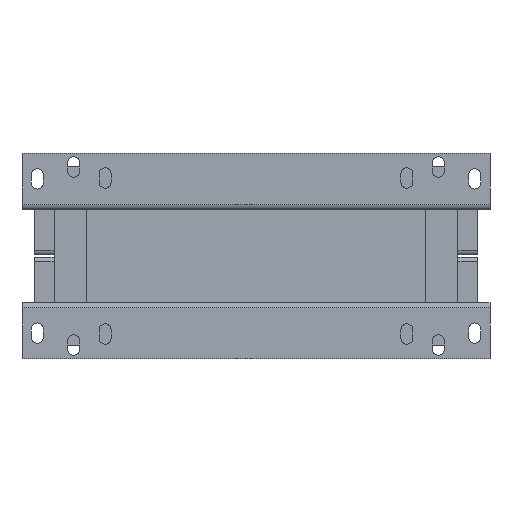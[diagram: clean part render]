
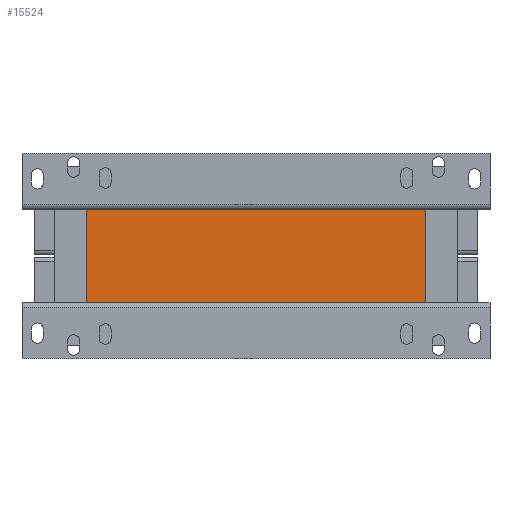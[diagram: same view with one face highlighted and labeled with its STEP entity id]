
A CAD part, front view. The second image highlights one B-rep face of the part: STEP entity #15524.
In plain terms, the highlighted planar face has unit normal (0, -1, 0).
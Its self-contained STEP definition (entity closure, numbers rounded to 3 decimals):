
#1450 = ORIENTED_EDGE ( 'NONE', *, *, #29250, .F. ) ;
#1992 = DIRECTION ( 'NONE',  ( 0., 1., 0. ) ) ;
#2322 = DIRECTION ( 'NONE',  ( 0., 0., 1. ) ) ;
#2941 = ORIENTED_EDGE ( 'NONE', *, *, #3971, .T. ) ;
#3131 = CARTESIAN_POINT ( 'NONE',  ( 200., -200., 55. ) ) ;
#3287 = AXIS2_PLACEMENT_3D ( 'NONE', #22199, #1992, #2322 ) ;
#3971 = EDGE_CURVE ( 'Defeature ausgef�hrt2_37+Defeature ausgef�hrt2_33+Defeature ausgef�hrt2_684+Defeature ausgef�hrt2_685', #3984, #4661, #28556, .T. ) ;
#3984 = VERTEX_POINT ( 'NONE', #6015 ) ;
#4290 = DIRECTION ( 'NONE',  ( 0., 0., -1. ) ) ;
#4395 = FACE_OUTER_BOUND ( 'NONE', #32115, .T. ) ;
#4661 = VERTEX_POINT ( 'NONE', #29963 ) ;
#5278 = VECTOR ( 'NONE', #4290, 1000. ) ;
#6015 = CARTESIAN_POINT ( 'NONE',  ( -200., -200., 55. ) ) ;
#8227 = CARTESIAN_POINT ( 'NONE',  ( 200., -200., -55. ) ) ;
#8267 = LINE ( 'NONE', #13388, #27462 ) ;
#8366 = DIRECTION ( 'NONE',  ( 1., 0., 0. ) ) ;
#12984 = EDGE_CURVE ( 'Defeature ausgef�hrt2_684+Defeature ausgef�hrt2_37+Defeature ausgef�hrt2_33+Defeature ausgef�hrt2_34', #3984, #24599, #32047, .T. ) ;
#13388 = CARTESIAN_POINT ( 'NONE',  ( -200., -200., -55. ) ) ;
#15524 = ADVANCED_FACE ( 'Defeature ausgef�hrt2_37', ( #4395 ), #24958, .F. ) ;
#15542 = VECTOR ( 'NONE', #28074, 1000. ) ;
#16282 = CARTESIAN_POINT ( 'NONE',  ( -200., -200., 55. ) ) ;
#16366 = ORIENTED_EDGE ( 'NONE', *, *, #26364, .T. ) ;
#17070 = CARTESIAN_POINT ( 'NONE',  ( 200., -200., 55. ) ) ;
#19860 = ORIENTED_EDGE ( 'NONE', *, *, #12984, .F. ) ;
#20509 = LINE ( 'NONE', #17070, #5278 ) ;
#21042 = VECTOR ( 'NONE', #31430, 1000. ) ;
#22199 = CARTESIAN_POINT ( 'NONE',  ( -200., -200., 55. ) ) ;
#24599 = VERTEX_POINT ( 'NONE', #3131 ) ;
#24958 = PLANE ( 'NONE',  #3287 ) ;
#26364 = EDGE_CURVE ( 'Defeature ausgef�hrt2_37+Defeature ausgef�hrt2_685+Defeature ausgef�hrt2_33+Defeature ausgef�hrt2_34', #4661, #29127, #8267, .T. ) ;
#27462 = VECTOR ( 'NONE', #8366, 1000. ) ;
#28074 = DIRECTION ( 'NONE',  ( 1., 0., 0. ) ) ;
#28556 = LINE ( 'NONE', #16282, #21042 ) ;
#29127 = VERTEX_POINT ( 'NONE', #8227 ) ;
#29250 = EDGE_CURVE ( 'Defeature ausgef�hrt2_34+Defeature ausgef�hrt2_37+Defeature ausgef�hrt2_684+Defeature ausgef�hrt2_685', #24599, #29127, #20509, .T. ) ;
#29963 = CARTESIAN_POINT ( 'NONE',  ( -200., -200., -55. ) ) ;
#30512 = CARTESIAN_POINT ( 'NONE',  ( -200., -200., 55. ) ) ;
#31430 = DIRECTION ( 'NONE',  ( 0., 0., -1. ) ) ;
#32047 = LINE ( 'NONE', #30512, #15542 ) ;
#32115 = EDGE_LOOP ( 'NONE', ( #16366, #1450, #19860, #2941 ) ) ;
